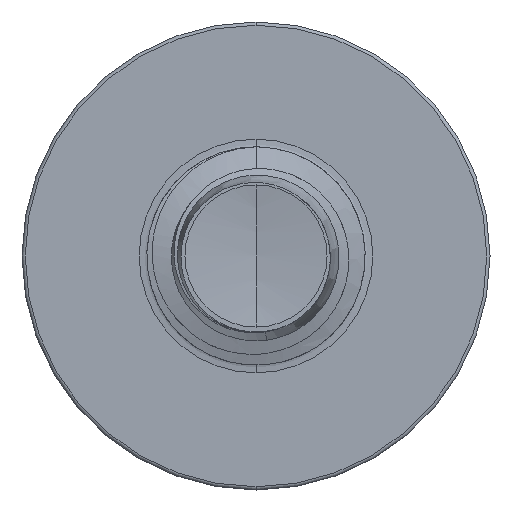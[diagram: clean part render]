
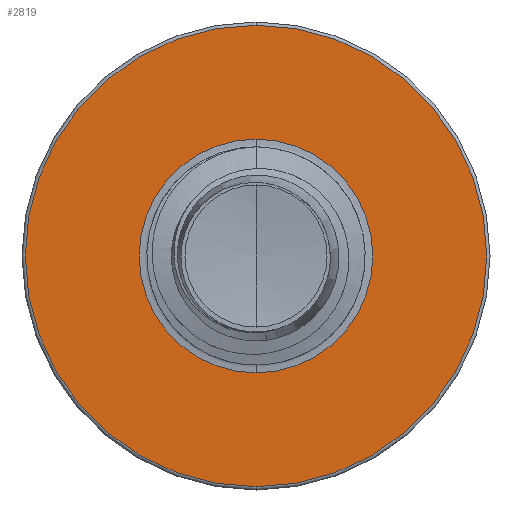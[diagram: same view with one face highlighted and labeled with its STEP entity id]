
A CAD part, front view. The second image highlights one B-rep face of the part: STEP entity #2819.
In plain terms, the highlighted planar face has unit normal (0, -1, 0).
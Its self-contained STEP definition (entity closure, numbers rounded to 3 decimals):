
#4 = DIRECTION ( 'NONE',  ( 0., 1., 0. ) ) ;
#179 = EDGE_CURVE ( 'NONE', #12036, #11638, #1914, .T. ) ;
#1157 = DIRECTION ( 'NONE',  ( 0., 0., 1. ) ) ;
#1486 = DIRECTION ( 'NONE',  ( 0., 1., 0. ) ) ;
#1747 = EDGE_CURVE ( 'NONE', #6033, #12921, #17823, .T. ) ;
#1914 = CIRCLE ( 'NONE', #4868, 3.698 ) ;
#2819 = ADVANCED_FACE ( 'NONE', ( #14875, #10068 ), #11254, .F. ) ;
#3960 = AXIS2_PLACEMENT_3D ( 'NONE', #20415, #10934, #1157 ) ;
#4647 = CARTESIAN_POINT ( 'NONE',  ( 0., 8.5, -1.872 ) ) ;
#4714 = EDGE_LOOP ( 'NONE', ( #9711, #8135 ) ) ;
#4868 = AXIS2_PLACEMENT_3D ( 'NONE', #20636, #20567, #20613 ) ;
#5169 = EDGE_CURVE ( 'NONE', #11638, #12036, #16133, .T. ) ;
#5449 = EDGE_CURVE ( 'NONE', #12921, #6033, #11354, .T. ) ;
#6033 = VERTEX_POINT ( 'NONE', #17362 ) ;
#6522 = CARTESIAN_POINT ( 'NONE',  ( 0., 8.5, -3.697 ) ) ;
#7265 = CARTESIAN_POINT ( 'NONE',  ( 0., 8.5, 0. ) ) ;
#8135 = ORIENTED_EDGE ( 'NONE', *, *, #5449, .T. ) ;
#8881 = DIRECTION ( 'NONE',  ( 0., 0., 1. ) ) ;
#9711 = ORIENTED_EDGE ( 'NONE', *, *, #1747, .T. ) ;
#9810 = CARTESIAN_POINT ( 'NONE',  ( 0., 8.5, 0. ) ) ;
#10068 = FACE_BOUND ( 'NONE', #4714, .T. ) ;
#10934 = DIRECTION ( 'NONE',  ( 0., 1., 0. ) ) ;
#11254 = PLANE ( 'NONE',  #11341 ) ;
#11341 = AXIS2_PLACEMENT_3D ( 'NONE', #4647, #1486, #12889 ) ;
#11354 = CIRCLE ( 'NONE', #12576, 1.872 ) ;
#11433 = DIRECTION ( 'NONE',  ( 0., 0., 1. ) ) ;
#11638 = VERTEX_POINT ( 'NONE', #20474 ) ;
#11658 = ORIENTED_EDGE ( 'NONE', *, *, #5169, .F. ) ;
#12036 = VERTEX_POINT ( 'NONE', #6522 ) ;
#12576 = AXIS2_PLACEMENT_3D ( 'NONE', #7265, #18437, #8881 ) ;
#12889 = DIRECTION ( 'NONE',  ( 0., 0., 1. ) ) ;
#12921 = VERTEX_POINT ( 'NONE', #15827 ) ;
#14875 = FACE_OUTER_BOUND ( 'NONE', #17334, .T. ) ;
#15827 = CARTESIAN_POINT ( 'NONE',  ( 0., 8.5, -1.872 ) ) ;
#16133 = CIRCLE ( 'NONE', #17886, 3.698 ) ;
#17334 = EDGE_LOOP ( 'NONE', ( #11658, #18350 ) ) ;
#17362 = CARTESIAN_POINT ( 'NONE',  ( 0., 8.5, 1.872 ) ) ;
#17823 = CIRCLE ( 'NONE', #3960, 1.872 ) ;
#17886 = AXIS2_PLACEMENT_3D ( 'NONE', #9810, #4, #11433 ) ;
#18350 = ORIENTED_EDGE ( 'NONE', *, *, #179, .F. ) ;
#18437 = DIRECTION ( 'NONE',  ( 0., 1., 0. ) ) ;
#20415 = CARTESIAN_POINT ( 'NONE',  ( 0., 8.5, 0. ) ) ;
#20474 = CARTESIAN_POINT ( 'NONE',  ( 0., 8.5, 3.698 ) ) ;
#20567 = DIRECTION ( 'NONE',  ( 0., 1., 0. ) ) ;
#20613 = DIRECTION ( 'NONE',  ( 0., 0., 1. ) ) ;
#20636 = CARTESIAN_POINT ( 'NONE',  ( 0., 8.5, 0. ) ) ;
